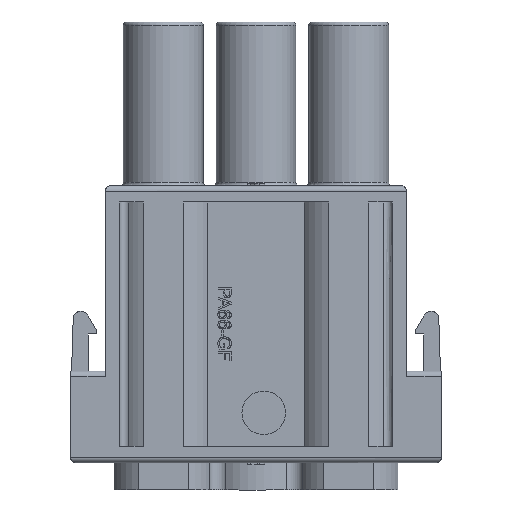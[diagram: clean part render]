
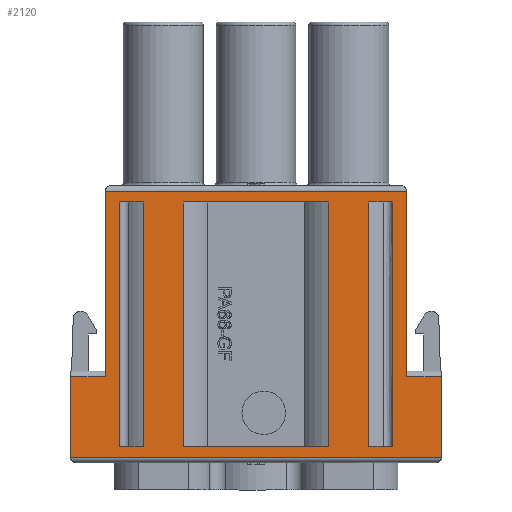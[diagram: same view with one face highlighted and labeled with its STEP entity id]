
A CAD part, front view. The second image highlights one B-rep face of the part: STEP entity #2120.
In plain terms, the highlighted planar face has unit normal (0, -1, 0).
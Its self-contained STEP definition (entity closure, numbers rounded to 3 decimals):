
#579=PLANE('',#6152);
#840=LINE('',#8840,#1326);
#842=LINE('',#8849,#1328);
#845=LINE('',#8855,#1331);
#847=LINE('',#8860,#1333);
#848=LINE('',#8864,#1334);
#849=LINE('',#8870,#1335);
#850=LINE('',#8872,#1336);
#851=LINE('',#8876,#1337);
#853=LINE('',#8881,#1339);
#855=LINE('',#8890,#1341);
#856=LINE('',#8899,#1342);
#857=LINE('',#8918,#1343);
#907=LINE('',#9055,#1393);
#908=LINE('',#9059,#1394);
#946=LINE('',#9145,#1432);
#947=LINE('',#9149,#1433);
#952=LINE('',#9160,#1438);
#990=LINE('',#9234,#1476);
#994=LINE('',#9242,#1480);
#995=LINE('',#9243,#1481);
#1326=VECTOR('',#6655,1.);
#1328=VECTOR('',#6663,1.);
#1331=VECTOR('',#6668,1.);
#1333=VECTOR('',#6676,1.);
#1334=VECTOR('',#6681,1.);
#1335=VECTOR('',#6688,1.);
#1336=VECTOR('',#6691,1.);
#1337=VECTOR('',#6696,1.);
#1339=VECTOR('',#6700,1.);
#1341=VECTOR('',#6708,1.);
#1342=VECTOR('',#6713,1.);
#1343=VECTOR('',#6718,1.);
#1393=VECTOR('',#6852,1.);
#1394=VECTOR('',#6857,1.);
#1432=VECTOR('',#6929,1.);
#1433=VECTOR('',#6934,1.);
#1438=VECTOR('',#6941,1.);
#1476=VECTOR('',#7007,1.);
#1480=VECTOR('',#7013,1.);
#1481=VECTOR('',#7014,1.);
#2120=ADVANCED_FACE('',(#2405,#2406,#2407,#2408),#579,.T.);
#2405=FACE_BOUND('',#2628,.T.);
#2406=FACE_BOUND('',#2629,.T.);
#2407=FACE_BOUND('',#2630,.T.);
#2408=FACE_BOUND('',#2631,.T.);
#2628=EDGE_LOOP('',(#3580,#3581,#3582,#3583));
#2629=EDGE_LOOP('',(#3584,#3585,#3586,#3587));
#2630=EDGE_LOOP('',(#3588,#3589,#3590,#3591));
#2631=EDGE_LOOP('',(#3592,#3593,#3594,#3595,#3596,#3597,#3598,#3599));
#3580=ORIENTED_EDGE('',*,*,#5327,.T.);
#3581=ORIENTED_EDGE('',*,*,#5317,.T.);
#3582=ORIENTED_EDGE('',*,*,#5321,.T.);
#3583=ORIENTED_EDGE('',*,*,#5324,.T.);
#3584=ORIENTED_EDGE('',*,*,#5335,.T.);
#3585=ORIENTED_EDGE('',*,*,#5333,.T.);
#3586=ORIENTED_EDGE('',*,*,#5329,.T.);
#3587=ORIENTED_EDGE('',*,*,#5332,.T.);
#3588=ORIENTED_EDGE('',*,*,#5347,.T.);
#3589=ORIENTED_EDGE('',*,*,#5337,.T.);
#3590=ORIENTED_EDGE('',*,*,#5341,.T.);
#3591=ORIENTED_EDGE('',*,*,#5344,.T.);
#3592=ORIENTED_EDGE('',*,*,#5508,.T.);
#3593=ORIENTED_EDGE('',*,*,#5504,.T.);
#3594=ORIENTED_EDGE('',*,*,#5414,.T.);
#3595=ORIENTED_EDGE('',*,*,#5416,.T.);
#3596=ORIENTED_EDGE('',*,*,#5509,.T.);
#3597=ORIENTED_EDGE('',*,*,#5459,.T.);
#3598=ORIENTED_EDGE('',*,*,#5461,.T.);
#3599=ORIENTED_EDGE('',*,*,#5466,.T.);
#4715=VERTEX_POINT('',#8838);
#4717=VERTEX_POINT('',#8841);
#4720=VERTEX_POINT('',#8848);
#4721=VERTEX_POINT('',#8853);
#4723=VERTEX_POINT('',#8863);
#4724=VERTEX_POINT('',#8865);
#4725=VERTEX_POINT('',#8869);
#4726=VERTEX_POINT('',#8873);
#4728=VERTEX_POINT('',#8880);
#4729=VERTEX_POINT('',#8882);
#4731=VERTEX_POINT('',#8888);
#4733=VERTEX_POINT('',#8897);
#4779=VERTEX_POINT('',#9054);
#4780=VERTEX_POINT('',#9056);
#4781=VERTEX_POINT('',#9060);
#4808=VERTEX_POINT('',#9137);
#4811=VERTEX_POINT('',#9144);
#4812=VERTEX_POINT('',#9148);
#4817=VERTEX_POINT('',#9159);
#4840=VERTEX_POINT('',#9235);
#5317=EDGE_CURVE('',#4717,#4715,#840,.T.);
#5321=EDGE_CURVE('',#4715,#4720,#842,.T.);
#5324=EDGE_CURVE('',#4720,#4721,#845,.T.);
#5327=EDGE_CURVE('',#4721,#4717,#847,.T.);
#5329=EDGE_CURVE('',#4724,#4723,#848,.T.);
#5332=EDGE_CURVE('',#4723,#4725,#849,.T.);
#5333=EDGE_CURVE('',#4726,#4724,#850,.T.);
#5335=EDGE_CURVE('',#4725,#4726,#851,.T.);
#5337=EDGE_CURVE('',#4729,#4728,#853,.T.);
#5341=EDGE_CURVE('',#4728,#4731,#855,.T.);
#5344=EDGE_CURVE('',#4731,#4733,#856,.T.);
#5347=EDGE_CURVE('',#4733,#4729,#857,.T.);
#5414=EDGE_CURVE('',#4780,#4779,#907,.T.);
#5416=EDGE_CURVE('',#4779,#4781,#908,.T.);
#5459=EDGE_CURVE('',#4808,#4811,#946,.T.);
#5461=EDGE_CURVE('',#4811,#4812,#947,.T.);
#5466=EDGE_CURVE('',#4812,#4817,#952,.T.);
#5504=EDGE_CURVE('',#4840,#4780,#990,.T.);
#5508=EDGE_CURVE('',#4817,#4840,#994,.T.);
#5509=EDGE_CURVE('',#4781,#4808,#995,.T.);
#6152=AXIS2_PLACEMENT_3D('',#9244,#7015,#7016);
#6655=DIRECTION('',(1.,0.,0.));
#6663=DIRECTION('',(0.,0.,-1.));
#6668=DIRECTION('',(-1.,0.,0.));
#6676=DIRECTION('',(0.,0.,1.));
#6681=DIRECTION('',(0.,0.,1.));
#6688=DIRECTION('',(1.,0.,0.));
#6691=DIRECTION('',(-1.,0.,0.));
#6696=DIRECTION('',(0.,0.,-1.));
#6700=DIRECTION('',(1.,0.,0.));
#6708=DIRECTION('',(0.,0.,-1.));
#6713=DIRECTION('',(-1.,0.,0.));
#6718=DIRECTION('',(0.,0.,1.));
#6852=DIRECTION('',(-1.,0.,0.));
#6857=DIRECTION('',(0.,0.,-1.));
#6929=DIRECTION('',(0.,0.,1.));
#6934=DIRECTION('',(-1.,0.,0.));
#6941=DIRECTION('',(0.,0.,1.));
#7007=DIRECTION('',(0.,0.,-1.));
#7013=DIRECTION('',(-1.,0.,0.));
#7014=DIRECTION('',(1.,0.,0.));
#7015=DIRECTION('',(0.,-1.,0.));
#7016=DIRECTION('',(1.,0.,0.));
#8838=CARTESIAN_POINT('',(51.91,-42.603,-2.746));
#8840=CARTESIAN_POINT('',(49.748,-42.603,-2.746));
#8841=CARTESIAN_POINT('',(49.748,-42.603,-2.746));
#8848=CARTESIAN_POINT('',(51.91,-42.603,-25.146));
#8849=CARTESIAN_POINT('',(51.91,-42.603,-2.746));
#8853=CARTESIAN_POINT('',(49.748,-42.603,-25.146));
#8855=CARTESIAN_POINT('',(51.91,-42.603,-25.146));
#8860=CARTESIAN_POINT('',(49.748,-42.603,-25.146));
#8863=CARTESIAN_POINT('',(55.586,-42.603,-2.746));
#8864=CARTESIAN_POINT('',(55.586,-42.603,-25.146));
#8865=CARTESIAN_POINT('',(55.586,-42.603,-25.146));
#8869=CARTESIAN_POINT('',(68.91,-42.603,-2.746));
#8870=CARTESIAN_POINT('',(55.586,-42.603,-2.746));
#8872=CARTESIAN_POINT('',(68.91,-42.603,-25.146));
#8873=CARTESIAN_POINT('',(68.91,-42.603,-25.146));
#8876=CARTESIAN_POINT('',(68.91,-42.603,-2.746));
#8880=CARTESIAN_POINT('',(74.748,-42.603,-2.746));
#8881=CARTESIAN_POINT('',(72.586,-42.603,-2.746));
#8882=CARTESIAN_POINT('',(72.586,-42.603,-2.746));
#8888=CARTESIAN_POINT('',(74.748,-42.603,-25.146));
#8890=CARTESIAN_POINT('',(74.748,-42.603,-2.746));
#8897=CARTESIAN_POINT('',(72.586,-42.603,-25.146));
#8899=CARTESIAN_POINT('',(74.748,-42.603,-25.146));
#8918=CARTESIAN_POINT('',(72.586,-42.603,-25.146));
#9054=CARTESIAN_POINT('',(45.248,-42.603,-18.746));
#9055=CARTESIAN_POINT('',(48.448,-42.603,-18.746));
#9056=CARTESIAN_POINT('',(48.448,-42.603,-18.746));
#9059=CARTESIAN_POINT('',(45.248,-42.603,-18.746));
#9060=CARTESIAN_POINT('',(45.248,-42.603,-26.146));
#9137=CARTESIAN_POINT('',(79.248,-42.603,-26.146));
#9144=CARTESIAN_POINT('',(79.248,-42.603,-18.746));
#9145=CARTESIAN_POINT('',(79.248,-42.603,-26.146));
#9148=CARTESIAN_POINT('',(76.048,-42.603,-18.746));
#9149=CARTESIAN_POINT('',(79.248,-42.603,-18.746));
#9159=CARTESIAN_POINT('',(76.048,-42.603,-1.746));
#9160=CARTESIAN_POINT('',(76.048,-42.603,-18.746));
#9234=CARTESIAN_POINT('',(48.448,-42.603,-1.746));
#9235=CARTESIAN_POINT('',(48.448,-42.603,-1.746));
#9242=CARTESIAN_POINT('',(76.048,-42.603,-1.746));
#9243=CARTESIAN_POINT('',(45.248,-42.603,-26.146));
#9244=CARTESIAN_POINT('',(44.948,-42.603,-26.946));
